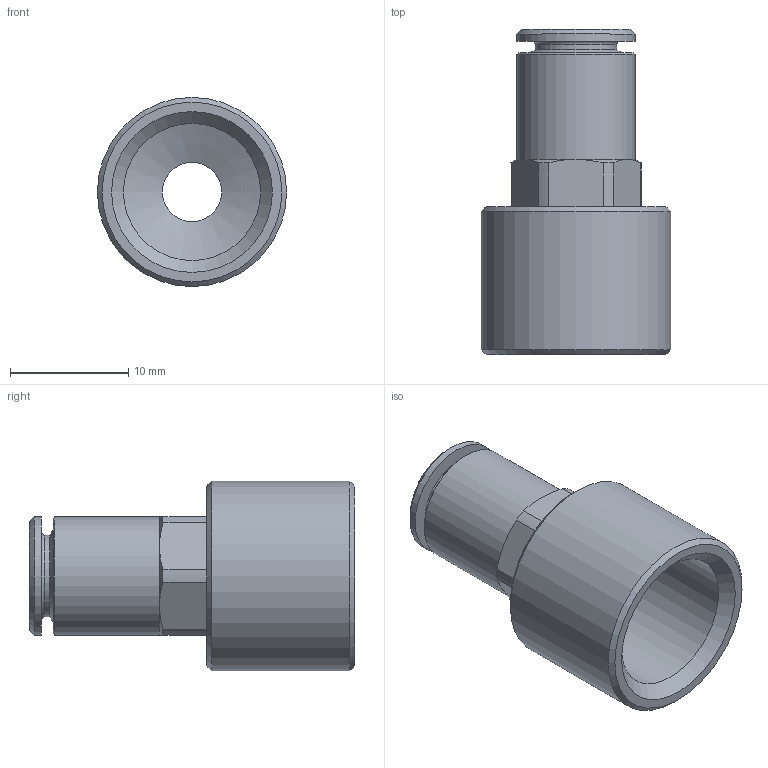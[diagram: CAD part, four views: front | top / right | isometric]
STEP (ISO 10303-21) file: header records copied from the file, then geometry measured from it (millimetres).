
FILE_DESCRIPTION(( 'MAL.13.06.14.stp' ), '1');
FILE_NAME( 'MAL.13.06.14.stp', '2021-02-19T16:28:00',( 'Sopra'),('sopra-pneumatic.com'), 'SwSTEP 2.0','SolidWorks 2009','' );
FILE_SCHEMA( ( 'AUTOMOTIVE_DESIGN { 1 0 10303 214 1 1 1 1 }' ) );
Length unit declared in the file: metre
Products named in the file (1): Taglia-Rivoluzione1
Bounding box: 16 x 27.5 x 16 mm (x, y, z)
Volume: 1966.1 mm3; surface area: 2169.9 mm2
Topology: 1 solids, 1 shells, 40 faces, 87 edges, 52 vertices
Faces by surface type: cone 15, cylinder 13, plane 11, torus 1
Full cylindrical faces by diameter (mm): 5 x1, 6.15 x1, 6.9 x1, 10 x2, 11.6 x1, 16 x1
Entity records: 1348 total; most frequent: CARTESIAN_POINT 201, DIRECTION 178, ORIENTED_EDGE 138, AXIS2_PLACEMENT_3D 80, EDGE_CURVE 69, EDGE_LOOP 62, VERTEX_POINT 51, FACE_OUTER_BOUND 48
